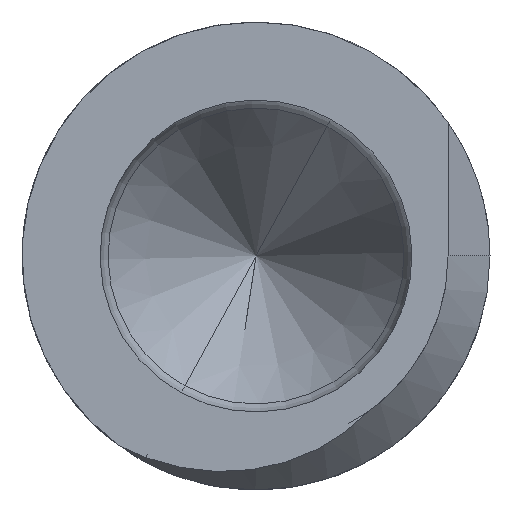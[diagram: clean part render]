
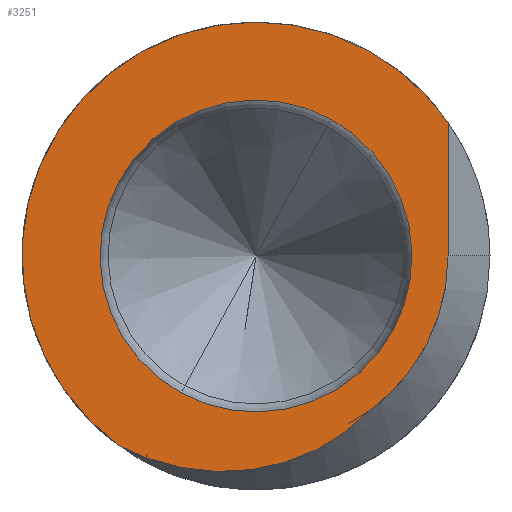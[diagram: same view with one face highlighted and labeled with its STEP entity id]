
A CAD part, front view. The second image highlights one B-rep face of the part: STEP entity #3251.
In plain terms, the highlighted planar face has unit normal (0, -1, 0).
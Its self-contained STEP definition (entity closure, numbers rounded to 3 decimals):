
#1795=CARTESIAN_POINT('Vertex',(9.349,0.,17.113)) ;
#1798=CARTESIAN_POINT('Axis2P3D Location',(0.,0.,0.)) ;
#1802=CARTESIAN_POINT('Vertex',(16.,0.,11.147)) ;
#2009=CARTESIAN_POINT('Axis2P3D Location',(0.,0.,0.)) ;
#2013=CARTESIAN_POINT('Vertex',(-11.462,0.,-15.776)) ;
#2185=CARTESIAN_POINT('Vertex',(-9.177,0.,-16.799)) ;
#2198=CARTESIAN_POINT('Vertex',(9.405,0.,-12.944)) ;
#2202=CARTESIAN_POINT('Control Point',(-9.177,0.,-16.799)) ;
#2203=CARTESIAN_POINT('Control Point',(-5.251,0.,-18.257)) ;
#2204=CARTESIAN_POINT('Control Point',(-0.994,0.,-18.604)) ;
#2205=CARTESIAN_POINT('Control Point',(3.176,0.,-17.704)) ;
#2206=CARTESIAN_POINT('Control Point',(6.744,0.,-15.688)) ;
#2207=CARTESIAN_POINT('Control Point',(9.405,0.,-12.944)) ;
#2364=CARTESIAN_POINT('Vertex',(16.,0.,0.)) ;
#2368=CARTESIAN_POINT('Control Point',(16.,0.,0.)) ;
#2369=CARTESIAN_POINT('Control Point',(16.,0.,-3.77)) ;
#2370=CARTESIAN_POINT('Control Point',(14.812,0.,-7.548)) ;
#2371=CARTESIAN_POINT('Control Point',(12.455,0.,-10.728)) ;
#2372=CARTESIAN_POINT('Control Point',(9.405,0.,-12.944)) ;
#2400=CARTESIAN_POINT('Control Point',(-11.462,0.,-15.776)) ;
#2401=CARTESIAN_POINT('Control Point',(-10.721,0.,-16.168)) ;
#2402=CARTESIAN_POINT('Control Point',(-9.957,0.,-16.51)) ;
#2403=CARTESIAN_POINT('Control Point',(-9.177,0.,-16.799)) ;
#2498=CARTESIAN_POINT('Line Origine',(16.,0.,5.573)) ;
#3220=CARTESIAN_POINT('Axis2P3D Location',(0.,0.,19.5)) ;
#3233=CARTESIAN_POINT('Axis2P3D Location',(0.,0.,0.)) ;
#3237=CARTESIAN_POINT('Vertex',(6.233,0.,11.409)) ;
#3239=CARTESIAN_POINT('Vertex',(-6.233,0.,-11.409)) ;
#3242=CARTESIAN_POINT('Axis2P3D Location',(0.,0.,0.)) ;
#1799=DIRECTION('Axis2P3D Direction',(0.,1.,0.)) ;
#2010=DIRECTION('Axis2P3D Direction',(0.,1.,0.)) ;
#2499=DIRECTION('Vector Direction',(0.,0.,1.)) ;
#3221=DIRECTION('Axis2P3D Direction',(-0.,1.,0.)) ;
#3222=DIRECTION('Axis2P3D XDirection',(1.,0.,0.)) ;
#3234=DIRECTION('Axis2P3D Direction',(-0.,1.,0.)) ;
#3243=DIRECTION('Axis2P3D Direction',(-0.,1.,0.)) ;
#1800=AXIS2_PLACEMENT_3D('Circle Axis2P3D',#1798,#1799,$) ;
#2011=AXIS2_PLACEMENT_3D('Circle Axis2P3D',#2009,#2010,$) ;
#3223=AXIS2_PLACEMENT_3D('Plane Axis2P3D',#3220,#3221,#3222) ;
#3235=AXIS2_PLACEMENT_3D('Circle Axis2P3D',#3233,#3234,$) ;
#3244=AXIS2_PLACEMENT_3D('Circle Axis2P3D',#3242,#3243,$) ;
#3226=ORIENTED_EDGE('',*,*,#1804,.F.) ;
#3227=ORIENTED_EDGE('',*,*,#2015,.F.) ;
#3228=ORIENTED_EDGE('',*,*,#2404,.T.) ;
#3229=ORIENTED_EDGE('',*,*,#2208,.T.) ;
#3230=ORIENTED_EDGE('',*,*,#2373,.F.) ;
#3231=ORIENTED_EDGE('',*,*,#2502,.T.) ;
#3248=ORIENTED_EDGE('',*,*,#3241,.T.) ;
#3249=ORIENTED_EDGE('',*,*,#3246,.T.) ;
#3250=FACE_BOUND('',#3247,.T.) ;
#2500=VECTOR('Line Direction',#2499,1.) ;
#3251=ADVANCED_FACE('Corps principal',(#3232,#3250),#3224,.F.) ;
#2201=B_SPLINE_CURVE_WITH_KNOTS('',5,(#2202,#2203,#2204,#2205,#2206,#2207),.UNSPECIFIED.,.F.,.U.,(6,6),(0.,29.058),.UNSPECIFIED.) ;
#2367=B_SPLINE_CURVE_WITH_KNOTS('',4,(#2368,#2369,#2370,#2371,#2372),.UNSPECIFIED.,.F.,.U.,(5,5),(0.,22.981),.UNSPECIFIED.) ;
#2399=B_SPLINE_CURVE_WITH_KNOTS('',3,(#2400,#2401,#2402,#2403),.UNSPECIFIED.,.F.,.U.,(4,4),(0.,3.46),.UNSPECIFIED.) ;
#1801=CIRCLE('generated circle',#1800,19.5) ;
#2012=CIRCLE('generated circle',#2011,19.5) ;
#3236=CIRCLE('generated circle',#3235,13.) ;
#3245=CIRCLE('generated circle',#3244,13.) ;
#1804=EDGE_CURVE('',#1796,#1803,#1801,.T.) ;
#2015=EDGE_CURVE('',#2014,#1796,#2012,.T.) ;
#2208=EDGE_CURVE('',#2186,#2199,#2201,.T.) ;
#2373=EDGE_CURVE('',#2365,#2199,#2367,.T.) ;
#2404=EDGE_CURVE('',#2014,#2186,#2399,.T.) ;
#2502=EDGE_CURVE('',#2365,#1803,#2501,.T.) ;
#3241=EDGE_CURVE('',#3238,#3240,#3236,.T.) ;
#3246=EDGE_CURVE('',#3240,#3238,#3245,.T.) ;
#3225=EDGE_LOOP('',(#3226,#3227,#3228,#3229,#3230,#3231)) ;
#3247=EDGE_LOOP('',(#3248,#3249)) ;
#3232=FACE_OUTER_BOUND('',#3225,.T.) ;
#2501=LINE('Line',#2498,#2500) ;
#3224=PLANE('',#3223) ;
#1796=VERTEX_POINT('',#1795) ;
#1803=VERTEX_POINT('',#1802) ;
#2014=VERTEX_POINT('',#2013) ;
#2186=VERTEX_POINT('',#2185) ;
#2199=VERTEX_POINT('',#2198) ;
#2365=VERTEX_POINT('',#2364) ;
#3238=VERTEX_POINT('',#3237) ;
#3240=VERTEX_POINT('',#3239) ;
